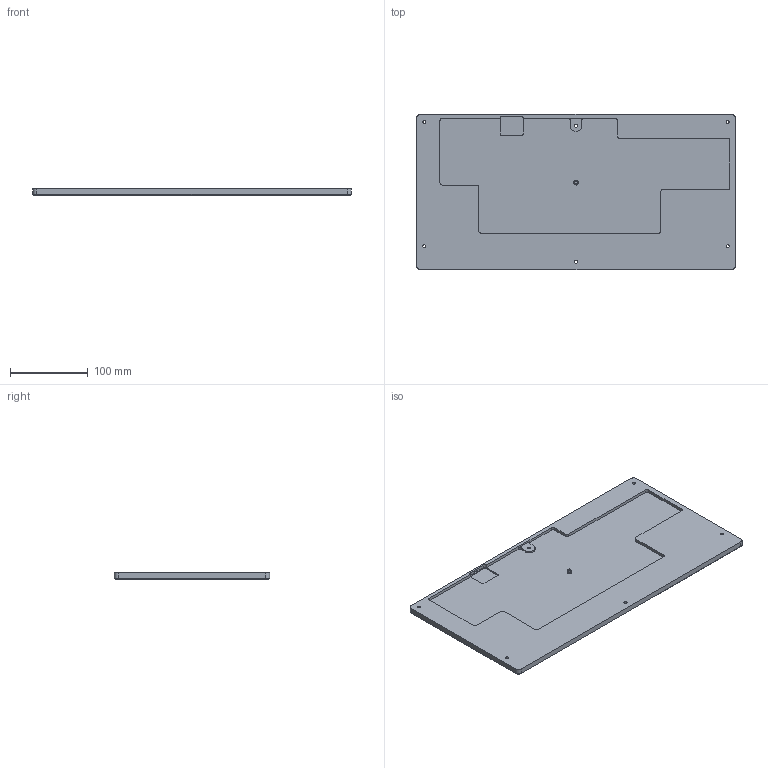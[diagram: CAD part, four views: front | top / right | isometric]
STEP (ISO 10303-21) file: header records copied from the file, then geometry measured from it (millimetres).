
FILE_DESCRIPTION(('FreeCAD Model'),'2;1');
FILE_NAME('Open CASCADE Shape Model','2024-02-02T00:25:46',(''),(''), 'Open CASCADE STEP processor 7.6','FreeCAD','Unknown');
FILE_SCHEMA(('AUTOMOTIVE_DESIGN { 1 0 10303 214 1 1 1 1 }'));
Length unit declared in the file: millimetre
Products named in the file (1): Case
Bounding box: 410 x 200 x 8 mm (x, y, z)
Volume: 479528.9 mm3; surface area: 177995.6 mm2
Topology: 1 solids, 1 shells, 90 faces, 228 edges, 148 vertices
Faces by surface type: plane 45, cylinder 41, cone 4
Full cylindrical faces by diameter (mm): 4 x7, 6 x1, 8.5 x6
Entity records: 2770 total; most frequent: DIRECTION 494, CARTESIAN_POINT 467, ORIENTED_EDGE 456, EDGE_CURVE 228, AXIS2_PLACEMENT_3D 175, VERTEX_POINT 148, LINE 144, VECTOR 144
